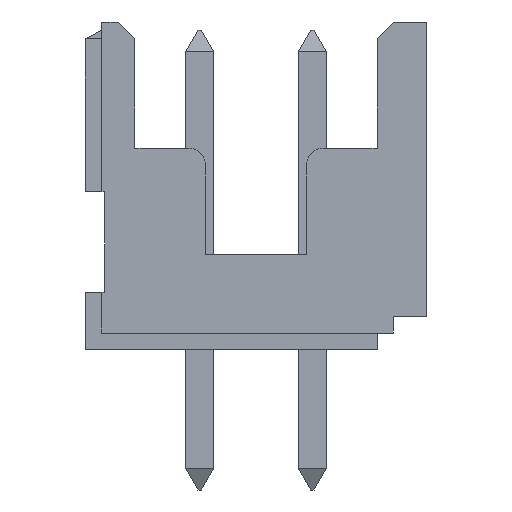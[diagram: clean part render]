
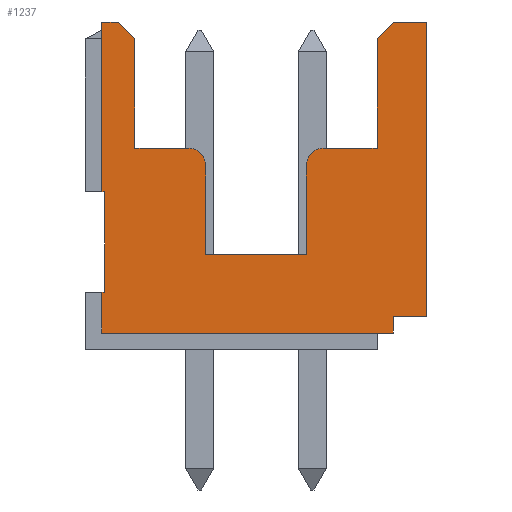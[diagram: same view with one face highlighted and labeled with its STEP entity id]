
A CAD part, left-side view. The second image highlights one B-rep face of the part: STEP entity #1237.
In plain terms, the highlighted planar face has unit normal (-1, 0, 0).
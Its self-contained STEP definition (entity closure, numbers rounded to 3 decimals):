
#439 = VERTEX_POINT('',#440);
#440 = CARTESIAN_POINT('',(-4.,2.75,2.825));
#446 = EDGE_CURVE('',#447,#439,#449,.T.);
#447 = VERTEX_POINT('',#448);
#448 = CARTESIAN_POINT('',(-4.,2.7,2.825));
#449 = LINE('',#450,#451);
#450 = CARTESIAN_POINT('',(-4.,2.7,2.825));
#451 = VECTOR('',#452,1.);
#452 = DIRECTION('',(0.,1.,0.));
#575 = VERTEX_POINT('',#576);
#576 = CARTESIAN_POINT('',(-4.,2.75,5.85));
#582 = EDGE_CURVE('',#439,#575,#583,.T.);
#583 = LINE('',#584,#585);
#584 = CARTESIAN_POINT('',(-4.,2.75,2.825));
#585 = VECTOR('',#586,1.);
#586 = DIRECTION('',(0.,0.,1.));
#1077 = VERTEX_POINT('',#1078);
#1078 = CARTESIAN_POINT('',(-4.,2.16,3.6));
#1084 = EDGE_CURVE('',#1085,#1077,#1087,.T.);
#1085 = VERTEX_POINT('',#1086);
#1086 = CARTESIAN_POINT('',(-4.,2.16,5.55));
#1087 = LINE('',#1088,#1089);
#1088 = CARTESIAN_POINT('',(-4.,2.16,5.55));
#1089 = VECTOR('',#1090,1.);
#1090 = DIRECTION('',(0.,0.,-1.));
#1192 = EDGE_CURVE('',#1193,#1195,#1197,.T.);
#1193 = VERTEX_POINT('',#1194);
#1194 = CARTESIAN_POINT('',(-4.,1.2,3.6));
#1195 = VERTEX_POINT('',#1196);
#1196 = CARTESIAN_POINT('',(-4.,0.9,3.3));
#1197 = CIRCLE('',#1198,0.3);
#1198 = AXIS2_PLACEMENT_3D('',#1199,#1200,#1201);
#1199 = CARTESIAN_POINT('',(-4.,1.2,3.3));
#1200 = DIRECTION('',(1.,0.,0.));
#1201 = DIRECTION('',(0.,0.,1.));
#1225 = EDGE_CURVE('',#1077,#1193,#1226,.T.);
#1226 = LINE('',#1227,#1228);
#1227 = CARTESIAN_POINT('',(-4.,2.16,3.6));
#1228 = VECTOR('',#1229,1.);
#1229 = DIRECTION('',(0.,-1.,0.));
#1237 = ADVANCED_FACE('',(#1238),#1378,.T.);
#1238 = FACE_BOUND('',#1239,.F.);
#1239 = EDGE_LOOP('',(#1240,#1241,#1249,#1255,#1256,#1257,#1258,#1266,
    #1274,#1282,#1291,#1299,#1307,#1315,#1323,#1331,#1339,#1347,#1355,
    #1363,#1371,#1377));
#1240 = ORIENTED_EDGE('',*,*,#582,.T.);
#1241 = ORIENTED_EDGE('',*,*,#1242,.F.);
#1242 = EDGE_CURVE('',#1243,#575,#1245,.T.);
#1243 = VERTEX_POINT('',#1244);
#1244 = CARTESIAN_POINT('',(-4.,2.46,5.85));
#1245 = LINE('',#1246,#1247);
#1246 = CARTESIAN_POINT('',(-4.,2.46,5.85));
#1247 = VECTOR('',#1248,1.);
#1248 = DIRECTION('',(0.,1.,0.));
#1249 = ORIENTED_EDGE('',*,*,#1250,.T.);
#1250 = EDGE_CURVE('',#1243,#1085,#1251,.T.);
#1251 = LINE('',#1252,#1253);
#1252 = CARTESIAN_POINT('',(-4.,2.46,5.85));
#1253 = VECTOR('',#1254,1.);
#1254 = DIRECTION('',(0.,-0.707,
    -0.707));
#1255 = ORIENTED_EDGE('',*,*,#1084,.T.);
#1256 = ORIENTED_EDGE('',*,*,#1225,.T.);
#1257 = ORIENTED_EDGE('',*,*,#1192,.T.);
#1258 = ORIENTED_EDGE('',*,*,#1259,.F.);
#1259 = EDGE_CURVE('',#1260,#1195,#1262,.T.);
#1260 = VERTEX_POINT('',#1261);
#1261 = CARTESIAN_POINT('',(-4.,0.9,1.7));
#1262 = LINE('',#1263,#1264);
#1263 = CARTESIAN_POINT('',(-4.,0.9,1.7));
#1264 = VECTOR('',#1265,1.);
#1265 = DIRECTION('',(0.,0.,1.));
#1266 = ORIENTED_EDGE('',*,*,#1267,.F.);
#1267 = EDGE_CURVE('',#1268,#1260,#1270,.T.);
#1268 = VERTEX_POINT('',#1269);
#1269 = CARTESIAN_POINT('',(-4.,-0.9,1.7));
#1270 = LINE('',#1271,#1272);
#1271 = CARTESIAN_POINT('',(-4.,-0.9,1.7));
#1272 = VECTOR('',#1273,1.);
#1273 = DIRECTION('',(0.,1.,0.));
#1274 = ORIENTED_EDGE('',*,*,#1275,.F.);
#1275 = EDGE_CURVE('',#1276,#1268,#1278,.T.);
#1276 = VERTEX_POINT('',#1277);
#1277 = CARTESIAN_POINT('',(-4.,-0.9,3.3));
#1278 = LINE('',#1279,#1280);
#1279 = CARTESIAN_POINT('',(-4.,-0.9,3.3));
#1280 = VECTOR('',#1281,1.);
#1281 = DIRECTION('',(0.,0.,-1.));
#1282 = ORIENTED_EDGE('',*,*,#1283,.T.);
#1283 = EDGE_CURVE('',#1276,#1284,#1286,.T.);
#1284 = VERTEX_POINT('',#1285);
#1285 = CARTESIAN_POINT('',(-4.,-1.2,3.6));
#1286 = CIRCLE('',#1287,0.3);
#1287 = AXIS2_PLACEMENT_3D('',#1288,#1289,#1290);
#1288 = CARTESIAN_POINT('',(-4.,-1.2,3.3));
#1289 = DIRECTION('',(1.,0.,0.));
#1290 = DIRECTION('',(0.,1.,0.));
#1291 = ORIENTED_EDGE('',*,*,#1292,.F.);
#1292 = EDGE_CURVE('',#1293,#1284,#1295,.T.);
#1293 = VERTEX_POINT('',#1294);
#1294 = CARTESIAN_POINT('',(-4.,-2.16,3.6));
#1295 = LINE('',#1296,#1297);
#1296 = CARTESIAN_POINT('',(-4.,-2.16,3.6));
#1297 = VECTOR('',#1298,1.);
#1298 = DIRECTION('',(0.,1.,0.));
#1299 = ORIENTED_EDGE('',*,*,#1300,.F.);
#1300 = EDGE_CURVE('',#1301,#1293,#1303,.T.);
#1301 = VERTEX_POINT('',#1302);
#1302 = CARTESIAN_POINT('',(-4.,-2.16,5.55));
#1303 = LINE('',#1304,#1305);
#1304 = CARTESIAN_POINT('',(-4.,-2.16,5.55));
#1305 = VECTOR('',#1306,1.);
#1306 = DIRECTION('',(0.,0.,-1.));
#1307 = ORIENTED_EDGE('',*,*,#1308,.T.);
#1308 = EDGE_CURVE('',#1301,#1309,#1311,.T.);
#1309 = VERTEX_POINT('',#1310);
#1310 = CARTESIAN_POINT('',(-4.,-2.46,5.85));
#1311 = LINE('',#1312,#1313);
#1312 = CARTESIAN_POINT('',(-4.,-2.16,5.55));
#1313 = VECTOR('',#1314,1.);
#1314 = DIRECTION('',(0.,-0.707,
    0.707));
#1315 = ORIENTED_EDGE('',*,*,#1316,.F.);
#1316 = EDGE_CURVE('',#1317,#1309,#1319,.T.);
#1317 = VERTEX_POINT('',#1318);
#1318 = CARTESIAN_POINT('',(-4.,-3.05,5.85));
#1319 = LINE('',#1320,#1321);
#1320 = CARTESIAN_POINT('',(-4.,-3.05,5.85));
#1321 = VECTOR('',#1322,1.);
#1322 = DIRECTION('',(0.,1.,0.));
#1323 = ORIENTED_EDGE('',*,*,#1324,.F.);
#1324 = EDGE_CURVE('',#1325,#1317,#1327,.T.);
#1325 = VERTEX_POINT('',#1326);
#1326 = CARTESIAN_POINT('',(-4.,-3.05,0.6));
#1327 = LINE('',#1328,#1329);
#1328 = CARTESIAN_POINT('',(-4.,-3.05,0.6));
#1329 = VECTOR('',#1330,1.);
#1330 = DIRECTION('',(0.,0.,1.));
#1331 = ORIENTED_EDGE('',*,*,#1332,.F.);
#1332 = EDGE_CURVE('',#1333,#1325,#1335,.T.);
#1333 = VERTEX_POINT('',#1334);
#1334 = CARTESIAN_POINT('',(-4.,-2.45,0.6));
#1335 = LINE('',#1336,#1337);
#1336 = CARTESIAN_POINT('',(-4.,-2.45,0.6));
#1337 = VECTOR('',#1338,1.);
#1338 = DIRECTION('',(0.,-1.,0.));
#1339 = ORIENTED_EDGE('',*,*,#1340,.F.);
#1340 = EDGE_CURVE('',#1341,#1333,#1343,.T.);
#1341 = VERTEX_POINT('',#1342);
#1342 = CARTESIAN_POINT('',(-4.,-2.45,0.3));
#1343 = LINE('',#1344,#1345);
#1344 = CARTESIAN_POINT('',(-4.,-2.45,0.3));
#1345 = VECTOR('',#1346,1.);
#1346 = DIRECTION('',(0.,0.,1.));
#1347 = ORIENTED_EDGE('',*,*,#1348,.F.);
#1348 = EDGE_CURVE('',#1349,#1341,#1351,.T.);
#1349 = VERTEX_POINT('',#1350);
#1350 = CARTESIAN_POINT('',(-4.,2.75,0.3));
#1351 = LINE('',#1352,#1353);
#1352 = CARTESIAN_POINT('',(-4.,2.75,0.3));
#1353 = VECTOR('',#1354,1.);
#1354 = DIRECTION('',(0.,-1.,0.));
#1355 = ORIENTED_EDGE('',*,*,#1356,.F.);
#1356 = EDGE_CURVE('',#1357,#1349,#1359,.T.);
#1357 = VERTEX_POINT('',#1358);
#1358 = CARTESIAN_POINT('',(-4.,2.75,1.025));
#1359 = LINE('',#1360,#1361);
#1360 = CARTESIAN_POINT('',(-4.,2.75,1.025));
#1361 = VECTOR('',#1362,1.);
#1362 = DIRECTION('',(0.,0.,-1.));
#1363 = ORIENTED_EDGE('',*,*,#1364,.F.);
#1364 = EDGE_CURVE('',#1365,#1357,#1367,.T.);
#1365 = VERTEX_POINT('',#1366);
#1366 = CARTESIAN_POINT('',(-4.,2.7,1.025));
#1367 = LINE('',#1368,#1369);
#1368 = CARTESIAN_POINT('',(-4.,2.7,1.025));
#1369 = VECTOR('',#1370,1.);
#1370 = DIRECTION('',(0.,1.,0.));
#1371 = ORIENTED_EDGE('',*,*,#1372,.F.);
#1372 = EDGE_CURVE('',#447,#1365,#1373,.T.);
#1373 = LINE('',#1374,#1375);
#1374 = CARTESIAN_POINT('',(-4.,2.7,2.825));
#1375 = VECTOR('',#1376,1.);
#1376 = DIRECTION('',(0.,0.,-1.));
#1377 = ORIENTED_EDGE('',*,*,#446,.T.);
#1378 = PLANE('',#1379);
#1379 = AXIS2_PLACEMENT_3D('',#1380,#1381,#1382);
#1380 = CARTESIAN_POINT('',(-4.,-0.15,3.075));
#1381 = DIRECTION('',(-1.,0.,0.));
#1382 = DIRECTION('',(0.,-1.,0.));
